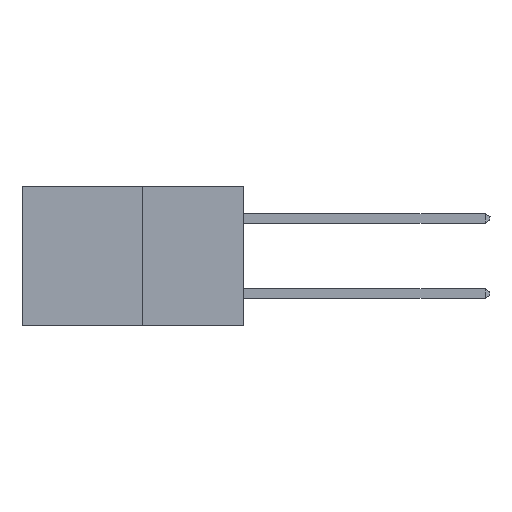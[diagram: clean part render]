
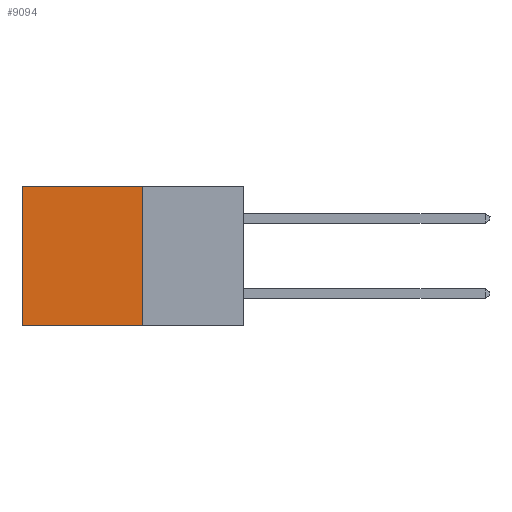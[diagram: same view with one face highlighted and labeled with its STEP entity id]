
A CAD part, left-side view. The second image highlights one B-rep face of the part: STEP entity #9094.
In plain terms, the highlighted planar face has unit normal (-1, 0, 0).
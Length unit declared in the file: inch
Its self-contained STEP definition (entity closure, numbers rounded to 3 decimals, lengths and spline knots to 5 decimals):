
#78 = CARTESIAN_POINT ( 'NONE',  ( 0.277, 0.27, 0. ) ) ;
#131 = EDGE_CURVE ( 'NONE', #9704, #4746, #5057, .T. ) ;
#264 = CARTESIAN_POINT ( 'NONE',  ( 0.277, 0.27, -0.37 ) ) ;
#590 = ORIENTED_EDGE ( 'NONE', *, *, #2463, .F. ) ;
#956 = AXIS2_PLACEMENT_3D ( 'NONE', #10451, #11460, #5412 ) ;
#1907 = VECTOR ( 'NONE', #3726, 39.37008 ) ;
#2340 = VECTOR ( 'NONE', #4356, 39.37008 ) ;
#2463 = EDGE_CURVE ( 'NONE', #8972, #9704, #7100, .T. ) ;
#3352 = PLANE ( 'NONE',  #956 ) ;
#3726 = DIRECTION ( 'NONE',  ( 0., 1., 0. ) ) ;
#3774 = CARTESIAN_POINT ( 'NONE',  ( 0.277, 0.27, 0. ) ) ;
#4188 = CARTESIAN_POINT ( 'NONE',  ( 0.277, 0.59, -0.37 ) ) ;
#4356 = DIRECTION ( 'NONE',  ( 0., 0., -1. ) ) ;
#4367 = VECTOR ( 'NONE', #12279, 39.37008 ) ;
#4746 = VERTEX_POINT ( 'NONE', #4188 ) ;
#5057 = LINE ( 'NONE', #12438, #12743 ) ;
#5375 = LINE ( 'NONE', #11444, #2340 ) ;
#5412 = DIRECTION ( 'NONE',  ( 0., 0., -1. ) ) ;
#5747 = CARTESIAN_POINT ( 'NONE',  ( 0.277, 0.59, 0. ) ) ;
#6310 = CARTESIAN_POINT ( 'NONE',  ( 0.277, 0.27, -0.37 ) ) ;
#6707 = EDGE_LOOP ( 'NONE', ( #8429, #11083, #590, #9042 ) ) ;
#7100 = LINE ( 'NONE', #264, #4367 ) ;
#7363 = DIRECTION ( 'NONE',  ( 0., 1., 0. ) ) ;
#7790 = EDGE_CURVE ( 'NONE', #8972, #12483, #12613, .T. ) ;
#7966 = FACE_OUTER_BOUND ( 'NONE', #6707, .T. ) ;
#8429 = ORIENTED_EDGE ( 'NONE', *, *, #9799, .T. ) ;
#8972 = VERTEX_POINT ( 'NONE', #78 ) ;
#9042 = ORIENTED_EDGE ( 'NONE', *, *, #7790, .T. ) ;
#9094 = ADVANCED_FACE ( 'NONE', ( #7966 ), #3352, .F. ) ;
#9704 = VERTEX_POINT ( 'NONE', #6310 ) ;
#9799 = EDGE_CURVE ( 'NONE', #12483, #4746, #5375, .T. ) ;
#10451 = CARTESIAN_POINT ( 'NONE',  ( 0.277, 0.27, -0.37 ) ) ;
#11083 = ORIENTED_EDGE ( 'NONE', *, *, #131, .F. ) ;
#11444 = CARTESIAN_POINT ( 'NONE',  ( 0.277, 0.59, -0.37 ) ) ;
#11460 = DIRECTION ( 'NONE',  ( 1., 0., 0. ) ) ;
#12279 = DIRECTION ( 'NONE',  ( 0., 0., -1. ) ) ;
#12438 = CARTESIAN_POINT ( 'NONE',  ( 0.277, 0.27, -0.37 ) ) ;
#12483 = VERTEX_POINT ( 'NONE', #5747 ) ;
#12613 = LINE ( 'NONE', #3774, #1907 ) ;
#12743 = VECTOR ( 'NONE', #7363, 39.37008 ) ;
